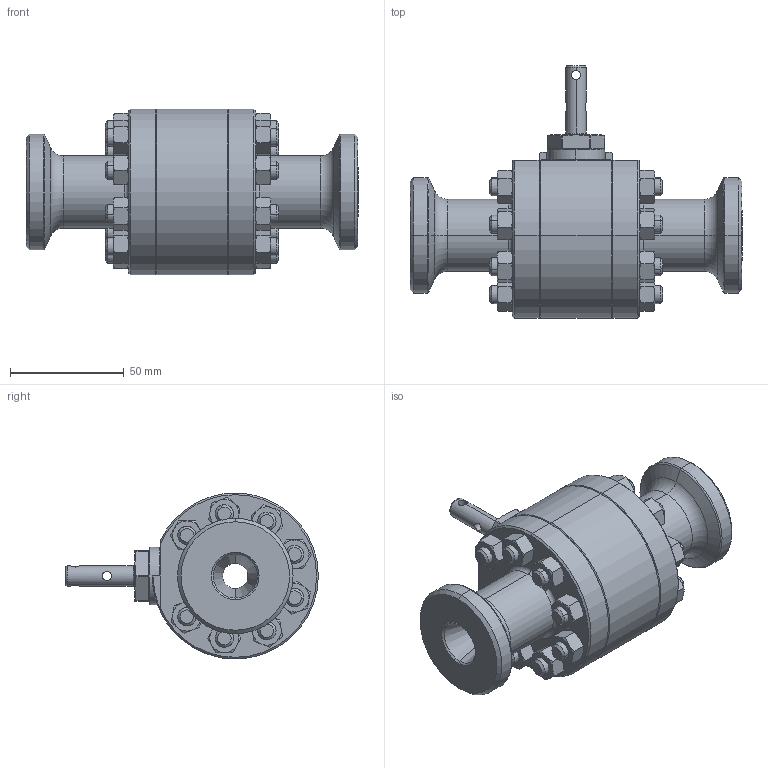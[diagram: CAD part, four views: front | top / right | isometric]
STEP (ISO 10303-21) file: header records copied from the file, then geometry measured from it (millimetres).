
FILE_DESCRIPTION (( 'STEP AP214' ), '1' );
FILE_NAME ('080300008 A (1 GR5 with Bare Stem).STEP', '2015-07-16T21:08:59', ( '' ), ( '' ), 'SwSTEP 2.0', 'SolidWorks 2015', '' );
FILE_SCHEMA (( 'AUTOMOTIVE_DESIGN' ));
Length unit declared in the file: inch
Products named in the file (1): 080300008 A (1 GR5 with Bare Stem)
Bounding box: 146.05 x 111.11 x 73.03 mm (x, y, z)
Volume: 236158.5 mm3; surface area: 102441.4 mm2
Topology: 31 solids, 31 shells, 1002 faces, 2540 edges, 1590 vertices
Faces by surface type: cylinder 429, cone 346, plane 178, bspline 32, torus 17
Entity records: 58762 total; most frequent: CARTESIAN_POINT 23633, ORIENTED_EDGE 5064, DIRECTION 3957, EDGE_CURVE 2532, AXIS2_PLACEMENT_3D 1639, VERTEX_POINT 1590, EDGE_LOOP 1110, UNCERTAINTY_MEASURE_WITH_UNIT 1035
